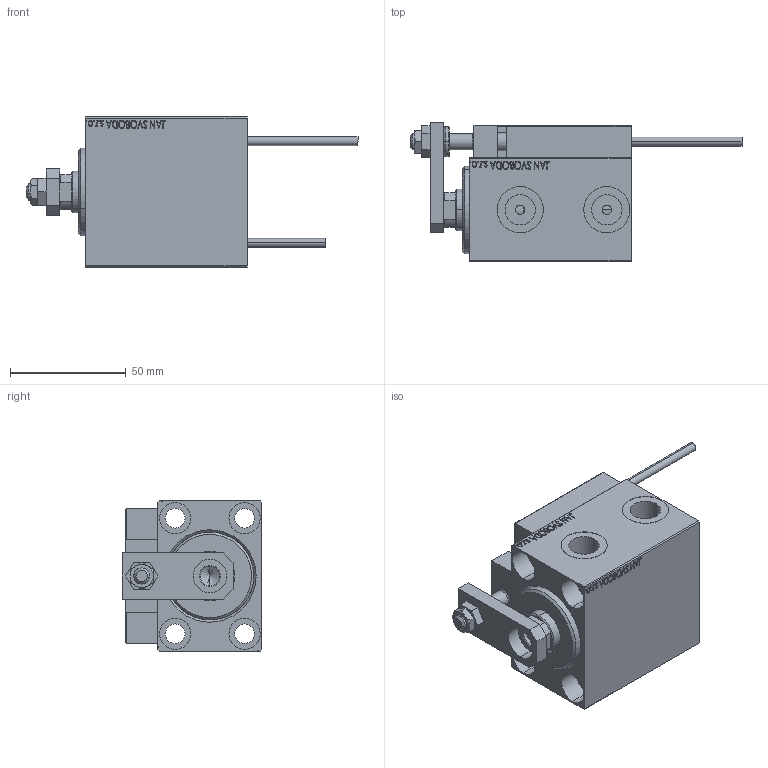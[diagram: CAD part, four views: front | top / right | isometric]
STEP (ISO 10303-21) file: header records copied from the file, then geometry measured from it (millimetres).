
FILE_DESCRIPTION (( 'STEP AP203' ), '1' );
FILE_NAME ('a34f.STEP', '2021-04-20T13:07:46', ( '' ), ( '' ), 'SwSTEP 2.0', 'SolidWorks 2019', '' );
FILE_SCHEMA (( 'CONFIG_CONTROL_DESIGN' ));
Length unit declared in the file: millimetre
Products named in the file (16): SWITCH_X_FRONT_BACK e136eff493be0d2757a82fc9373536a7; V450CM_C_VCP e136eff493be0d2757a82fc9373536a7; V450CM_VC_B e136eff493be0d2757a82fc9373536a7; NUT_D10 e136eff493be0d2757a82fc9373536a7; a34f; ALLEN BOLT D8 e136eff493be0d2757a82fc9373536a7; ALLEN BOLT D5 e136eff493be0d2757a82fc9373536a7; SWITCH DIM B,W e136eff493be0d2757a82fc9373536a7; KONCOVKA e136eff493be0d2757a82fc9373536a7; ZARAZKA e136eff493be0d2757a82fc9373536a7; Block e136eff493be0d2757a82fc9373536a7; SWITCH X e136eff493be0d2757a82fc9373536a7; TYC_L79 e136eff493be0d2757a82fc9373536a7; NUT_D12 e136eff493be0d2757a82fc9373536a7; V450CM_C e136eff493be0d2757a82fc9373536a7; MAGNET e136eff493be0d2757a82fc9373536a7
Assembly tree (25 placements, depth 3):
  a34f
    V450CM_C e136eff493be0d2757a82fc9373536a7
    SWITCH X e136eff493be0d2757a82fc9373536a7
      SWITCH_X_FRONT_BACK e136eff493be0d2757a82fc9373536a7  x2
      TYC_L79 e136eff493be0d2757a82fc9373536a7
      Block e136eff493be0d2757a82fc9373536a7  x2
      ALLEN BOLT D5 e136eff493be0d2757a82fc9373536a7  x4
      ALLEN BOLT D8 e136eff493be0d2757a82fc9373536a7  x4
      MAGNET e136eff493be0d2757a82fc9373536a7  x2
      KONCOVKA e136eff493be0d2757a82fc9373536a7  x2
    NUT_D12 e136eff493be0d2757a82fc9373536a7
    SWITCH DIM B,W e136eff493be0d2757a82fc9373536a7
    ZARAZKA e136eff493be0d2757a82fc9373536a7
    NUT_D10 e136eff493be0d2757a82fc9373536a7
    V450CM_C_VCP e136eff493be0d2757a82fc9373536a7
    V450CM_VC_B e136eff493be0d2757a82fc9373536a7
Bounding box: 143.7 x 60.5 x 65 mm (x, y, z)
Volume: 219472.8 mm3; surface area: 72241.5 mm2
Topology: 24 solids, 24 shells, 1316 faces, 3152 edges, 2014 vertices
Faces by surface type: plane 573, bspline 380, cylinder 202, cone 113, torus 44, sphere 4
Entity records: 51553 total; most frequent: CARTESIAN_POINT 26378, ORIENTED_EDGE 5324, DIRECTION 3623, EDGE_CURVE 2662, VERTEX_POINT 1738, LINE 1517, VECTOR 1517, EDGE_LOOP 1234
